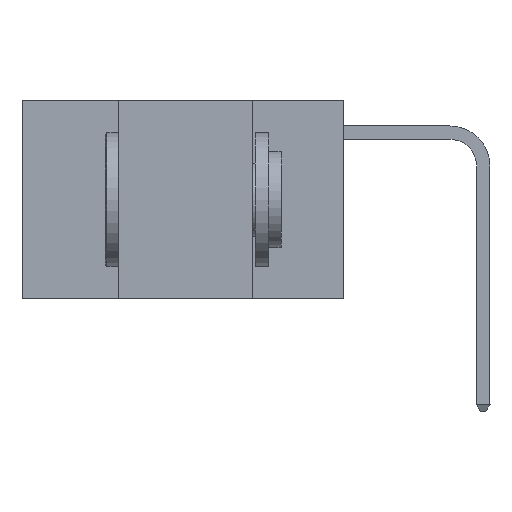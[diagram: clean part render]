
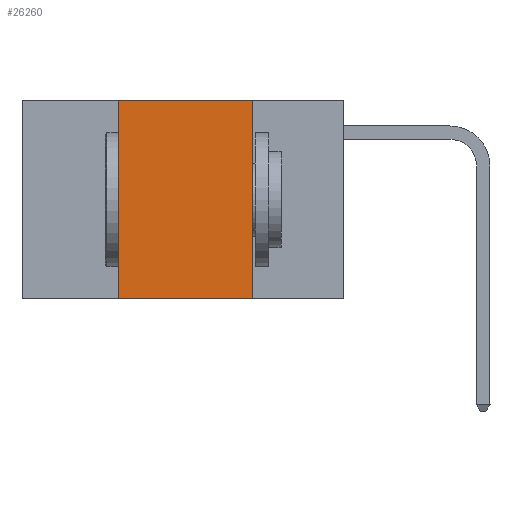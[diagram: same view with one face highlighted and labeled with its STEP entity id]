
A CAD part, left-side view. The second image highlights one B-rep face of the part: STEP entity #26260.
In plain terms, the highlighted planar face has unit normal (-1, 0, 0).
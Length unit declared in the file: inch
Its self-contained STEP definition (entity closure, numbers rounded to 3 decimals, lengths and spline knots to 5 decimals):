
#1277 = ORIENTED_EDGE ( 'NONE', *, *, #4757, .T. ) ;
#1385 = VECTOR ( 'NONE', #11892, 39.37008 ) ;
#2046 = LINE ( 'NONE', #16635, #14192 ) ;
#4757 = EDGE_CURVE ( 'NONE', #14826, #21334, #25361, .T. ) ;
#5257 = ORIENTED_EDGE ( 'NONE', *, *, #11027, .F. ) ;
#6284 = DIRECTION ( 'NONE',  ( 0., -1., 0. ) ) ;
#7223 = DIRECTION ( 'NONE',  ( 1., 0., 0. ) ) ;
#7667 = ORIENTED_EDGE ( 'NONE', *, *, #23297, .F. ) ;
#8659 = DIRECTION ( 'NONE',  ( 0., -1., 0. ) ) ;
#8923 = CARTESIAN_POINT ( 'NONE',  ( 0., 0.6, -0.37 ) ) ;
#9440 = CARTESIAN_POINT ( 'NONE',  ( 0., 0.42, 0. ) ) ;
#10059 = CARTESIAN_POINT ( 'NONE',  ( 0., 0.17, 0. ) ) ;
#10170 = VECTOR ( 'NONE', #22284, 39.37008 ) ;
#10548 = VERTEX_POINT ( 'NONE', #18763 ) ;
#11021 = CARTESIAN_POINT ( 'NONE',  ( 0., 0.42, -0.37 ) ) ;
#11027 = EDGE_CURVE ( 'NONE', #23691, #21334, #13995, .T. ) ;
#11855 = DIRECTION ( 'NONE',  ( 0., 0., -1. ) ) ;
#11892 = DIRECTION ( 'NONE',  ( 0., 0., 1. ) ) ;
#13888 = CARTESIAN_POINT ( 'NONE',  ( 0., 0.17, 0. ) ) ;
#13995 = LINE ( 'NONE', #10059, #10170 ) ;
#14192 = VECTOR ( 'NONE', #6284, 39.37008 ) ;
#14249 = EDGE_CURVE ( 'NONE', #10548, #23691, #2046, .T. ) ;
#14726 = EDGE_LOOP ( 'NONE', ( #5257, #18181, #7667, #1277 ) ) ;
#14826 = VERTEX_POINT ( 'NONE', #11021 ) ;
#15036 = CARTESIAN_POINT ( 'NONE',  ( 0., 0.17, -0.37 ) ) ;
#15927 = PLANE ( 'NONE',  #15985 ) ;
#15985 = AXIS2_PLACEMENT_3D ( 'NONE', #24086, #7223, #11855 ) ;
#16635 = CARTESIAN_POINT ( 'NONE',  ( 0., 0.6, 0. ) ) ;
#18181 = ORIENTED_EDGE ( 'NONE', *, *, #14249, .F. ) ;
#18763 = CARTESIAN_POINT ( 'NONE',  ( 0., 0.42, 0. ) ) ;
#19866 = FACE_OUTER_BOUND ( 'NONE', #14726, .T. ) ;
#20168 = LINE ( 'NONE', #9440, #1385 ) ;
#21334 = VERTEX_POINT ( 'NONE', #15036 ) ;
#22284 = DIRECTION ( 'NONE',  ( 0., 0., -1. ) ) ;
#23297 = EDGE_CURVE ( 'NONE', #14826, #10548, #20168, .T. ) ;
#23691 = VERTEX_POINT ( 'NONE', #13888 ) ;
#24086 = CARTESIAN_POINT ( 'NONE',  ( 0., 0.6, 0. ) ) ;
#24995 = VECTOR ( 'NONE', #8659, 39.37008 ) ;
#25361 = LINE ( 'NONE', #8923, #24995 ) ;
#26260 = ADVANCED_FACE ( 'NONE', ( #19866 ), #15927, .F. ) ;
